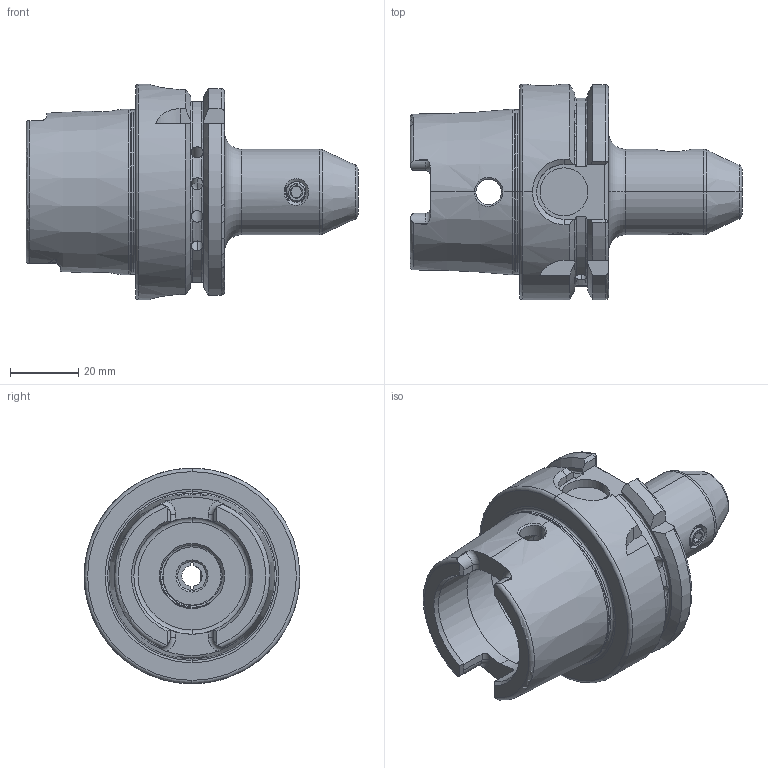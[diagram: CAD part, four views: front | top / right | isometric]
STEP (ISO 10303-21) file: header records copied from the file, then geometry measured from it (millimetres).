
FILE_DESCRIPTION (( 'STEP AP203' ), '1' );
FILE_NAME ('A63.04.06.K.STEP', '2016-09-05T05:45:59', ( '' ), ( '' ), 'SwSTEP 2.0', 'SolidWorks 2012', '' );
FILE_SCHEMA (( 'CONFIG_CONTROL_DESIGN' ));
Length unit declared in the file: millimetre
Products named in the file (3): A63.04.06.K; 側固6_M6x1_10L
Assembly tree (2 placements, depth 2):
  A63.04.06.K
    A63.04.06.K
    側固6_M6x1_10L
Bounding box: 97 x 63 x 63 mm (x, y, z)
Volume: 96255.5 mm3; surface area: 27591.2 mm2
Topology: 2 solids, 2 shells, 327 faces, 883 edges, 560 vertices
Faces by surface type: cylinder 130, plane 78, cone 45, torus 41, bspline 31, sphere 2
Entity records: 31348 total; most frequent: CARTESIAN_POINT 23682, ORIENTED_EDGE 1742, DIRECTION 1327, EDGE_CURVE 871, VERTEX_POINT 560, AXIS2_PLACEMENT_3D 525, EDGE_LOOP 347, ADVANCED_FACE 327
